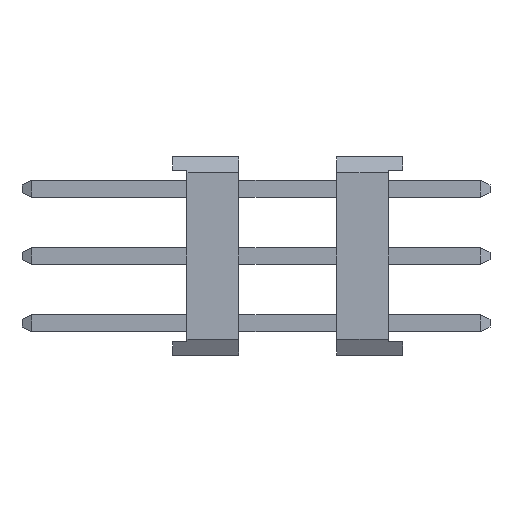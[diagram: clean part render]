
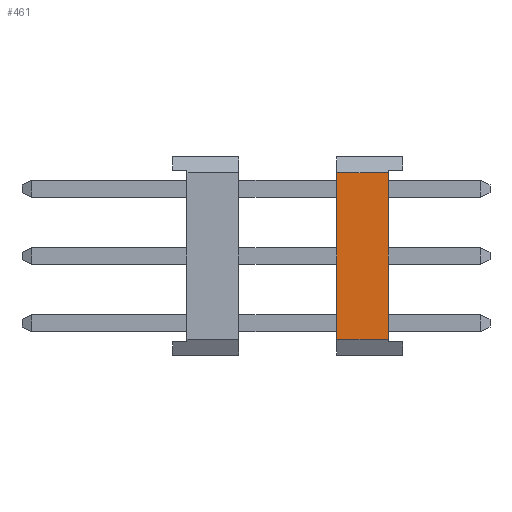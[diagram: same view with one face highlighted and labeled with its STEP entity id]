
A CAD part, front view. The second image highlights one B-rep face of the part: STEP entity #461.
In plain terms, the highlighted planar face has unit normal (0, -1, 0).
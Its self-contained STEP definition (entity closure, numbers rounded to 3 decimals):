
#461=ADVANCED_FACE('',(#1335),#935,.F.);
#935=PLANE('',#8658);
#1335=FACE_OUTER_BOUND('',#1828,.T.);
#1828=EDGE_LOOP('',(#2701,#2702,#2703,#2704));
#2701=ORIENTED_EDGE('',*,*,#5467,.T.);
#2702=ORIENTED_EDGE('',*,*,#5497,.T.);
#2703=ORIENTED_EDGE('',*,*,#5408,.T.);
#2704=ORIENTED_EDGE('',*,*,#5495,.T.);
#4672=VERTEX_POINT('',#11635);
#4673=VERTEX_POINT('',#11637);
#4731=VERTEX_POINT('',#11754);
#4732=VERTEX_POINT('',#11756);
#5408=EDGE_CURVE('',#4673,#4672,#6566,.T.);
#5467=EDGE_CURVE('',#4732,#4731,#6625,.T.);
#5495=EDGE_CURVE('',#4672,#4732,#6653,.T.);
#5497=EDGE_CURVE('',#4731,#4673,#6655,.T.);
#6566=LINE('',#11636,#7628);
#6625=LINE('',#11755,#7687);
#6653=LINE('',#11807,#7715);
#6655=LINE('',#11812,#7717);
#7628=VECTOR('',#9359,1.);
#7687=VECTOR('',#9420,1.);
#7715=VECTOR('',#9466,1.);
#7717=VECTOR('',#9474,1.);
#8658=AXIS2_PLACEMENT_3D('',#11889,#9578,#9579);
#9359=DIRECTION('',(0.,0.,1.));
#9420=DIRECTION('',(0.,0.,-1.));
#9466=DIRECTION('',(-1.,0.,0.));
#9474=DIRECTION('',(1.,0.,0.));
#9578=DIRECTION('',(0.,1.,0.));
#9579=DIRECTION('',(0.,0.,1.));
#11635=CARTESIAN_POINT('',(0.71,15.24,16.15));
#11636=CARTESIAN_POINT('',(0.71,15.24,16.25));
#11637=CARTESIAN_POINT('',(0.71,15.24,9.85));
#11754=CARTESIAN_POINT('',(-1.25,15.24,9.85));
#11755=CARTESIAN_POINT('',(-1.25,15.24,9.25));
#11756=CARTESIAN_POINT('',(-1.25,15.24,16.15));
#11807=CARTESIAN_POINT('',(-1.25,15.24,16.15));
#11812=CARTESIAN_POINT('',(-1.25,15.24,9.85));
#11889=CARTESIAN_POINT('',(-1.25,15.24,9.85));
